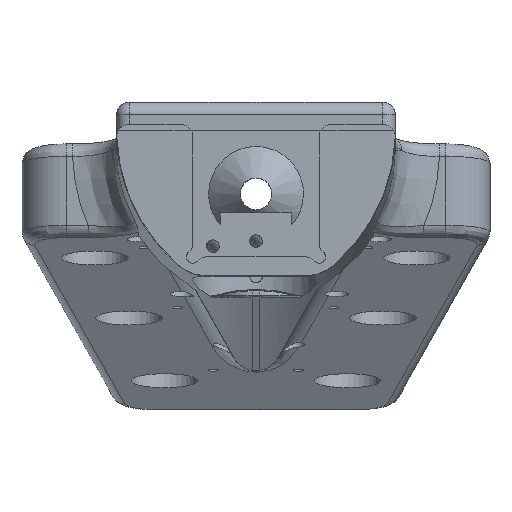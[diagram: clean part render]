
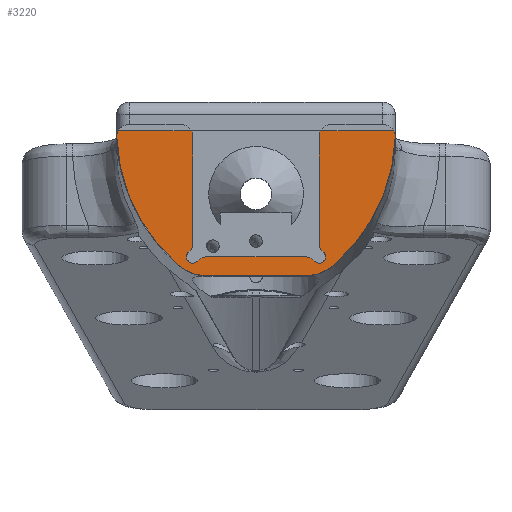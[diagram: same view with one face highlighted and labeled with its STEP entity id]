
A CAD part, top view. The second image highlights one B-rep face of the part: STEP entity #3220.
In plain terms, the highlighted planar face has unit normal (0, 0, 1).
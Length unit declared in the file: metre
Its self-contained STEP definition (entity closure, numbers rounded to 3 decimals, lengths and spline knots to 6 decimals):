
#328=LINE('',#4943,#487);
#342=LINE('',#4977,#501);
#348=LINE('',#5091,#507);
#349=LINE('',#5105,#508);
#350=LINE('',#5109,#509);
#351=LINE('',#5117,#510);
#487=VECTOR('',#3866,1.);
#501=VECTOR('',#3888,1.);
#507=VECTOR('',#3916,1.);
#508=VECTOR('',#3929,1.);
#509=VECTOR('',#3932,1.);
#510=VECTOR('',#3941,1.);
#736=ORIENTED_EDGE('',*,*,#1687,.F.);
#737=ORIENTED_EDGE('',*,*,#1688,.T.);
#738=ORIENTED_EDGE('',*,*,#1689,.F.);
#739=ORIENTED_EDGE('',*,*,#1690,.T.);
#740=ORIENTED_EDGE('',*,*,#1666,.F.);
#741=ORIENTED_EDGE('',*,*,#1691,.T.);
#742=ORIENTED_EDGE('',*,*,#1692,.F.);
#743=ORIENTED_EDGE('',*,*,#1693,.T.);
#744=ORIENTED_EDGE('',*,*,#1694,.F.);
#745=ORIENTED_EDGE('',*,*,#1695,.T.);
#746=ORIENTED_EDGE('',*,*,#1696,.T.);
#747=ORIENTED_EDGE('',*,*,#1697,.T.);
#748=ORIENTED_EDGE('',*,*,#1698,.T.);
#749=ORIENTED_EDGE('',*,*,#1595,.T.);
#750=ORIENTED_EDGE('',*,*,#1649,.T.);
#751=ORIENTED_EDGE('',*,*,#1699,.T.);
#752=ORIENTED_EDGE('',*,*,#1676,.T.);
#753=ORIENTED_EDGE('',*,*,#1700,.T.);
#754=ORIENTED_EDGE('',*,*,#1701,.T.);
#755=ORIENTED_EDGE('',*,*,#1702,.T.);
#1595=EDGE_CURVE('',#2073,#2072,#2395,.F.);
#1649=EDGE_CURVE('',#2072,#2123,#328,.T.);
#1666=EDGE_CURVE('',#2139,#2128,#342,.T.);
#1676=EDGE_CURVE('',#2150,#2149,#2415,.F.);
#1687=EDGE_CURVE('',#2160,#2161,#348,.T.);
#1688=EDGE_CURVE('',#2160,#2162,#2417,.F.);
#1689=EDGE_CURVE('',#2163,#2162,#2418,.T.);
#1690=EDGE_CURVE('',#2163,#2128,#2419,.F.);
#1691=EDGE_CURVE('',#2139,#2164,#2420,.F.);
#1692=EDGE_CURVE('',#2165,#2164,#2421,.T.);
#1693=EDGE_CURVE('',#2165,#2166,#2422,.F.);
#1694=EDGE_CURVE('',#2167,#2166,#349,.T.);
#1695=EDGE_CURVE('',#2167,#2168,#2423,.F.);
#1696=EDGE_CURVE('',#2168,#2169,#350,.T.);
#1697=EDGE_CURVE('',#2169,#2170,#2424,.F.);
#1698=EDGE_CURVE('',#2170,#2073,#2425,.F.);
#1699=EDGE_CURVE('',#2123,#2150,#2426,.F.);
#1700=EDGE_CURVE('',#2149,#2171,#2427,.F.);
#1701=EDGE_CURVE('',#2171,#2172,#351,.T.);
#1702=EDGE_CURVE('',#2172,#2161,#2428,.F.);
#2072=VERTEX_POINT('',#4730);
#2073=VERTEX_POINT('',#4732);
#2123=VERTEX_POINT('',#4942);
#2128=VERTEX_POINT('',#4955);
#2139=VERTEX_POINT('',#4976);
#2149=VERTEX_POINT('',#5023);
#2150=VERTEX_POINT('',#5025);
#2160=VERTEX_POINT('',#5092);
#2161=VERTEX_POINT('',#5093);
#2162=VERTEX_POINT('',#5095);
#2163=VERTEX_POINT('',#5097);
#2164=VERTEX_POINT('',#5100);
#2165=VERTEX_POINT('',#5102);
#2166=VERTEX_POINT('',#5104);
#2167=VERTEX_POINT('',#5106);
#2168=VERTEX_POINT('',#5108);
#2169=VERTEX_POINT('',#5110);
#2170=VERTEX_POINT('',#5112);
#2171=VERTEX_POINT('',#5116);
#2172=VERTEX_POINT('',#5118);
#2395=CIRCLE('',#3428,0.007);
#2415=CIRCLE('',#3461,0.027771);
#2417=CIRCLE('',#3465,0.002);
#2418=CIRCLE('',#3466,0.001);
#2419=CIRCLE('',#3467,0.002);
#2420=CIRCLE('',#3468,0.002);
#2421=CIRCLE('',#3469,0.001);
#2422=CIRCLE('',#3470,0.002);
#2423=CIRCLE('',#3471,0.002);
#2424=CIRCLE('',#3472,0.002);
#2425=CIRCLE('',#3473,0.027905);
#2426=CIRCLE('',#3474,0.007);
#2427=CIRCLE('',#3475,0.002);
#2428=CIRCLE('',#3476,0.002);
#2567=EDGE_LOOP('',(#736,#737,#738,#739,#740,#741,#742,#743,#744,#745,#746,
#747,#748,#749,#750,#751,#752,#753,#754,#755));
#2863=FACE_BOUND('',#2567,.T.);
#3148=PLANE('',#3464);
#3220=ADVANCED_FACE('',(#2863),#3148,.F.);
#3428=AXIS2_PLACEMENT_3D('',#4731,#3811,#3812);
#3461=AXIS2_PLACEMENT_3D('',#5024,#3904,#3905);
#3464=AXIS2_PLACEMENT_3D('',#5090,#3914,#3915);
#3465=AXIS2_PLACEMENT_3D('',#5094,#3917,#3918);
#3466=AXIS2_PLACEMENT_3D('',#5096,#3919,#3920);
#3467=AXIS2_PLACEMENT_3D('',#5098,#3921,#3922);
#3468=AXIS2_PLACEMENT_3D('',#5099,#3923,#3924);
#3469=AXIS2_PLACEMENT_3D('',#5101,#3925,#3926);
#3470=AXIS2_PLACEMENT_3D('',#5103,#3927,#3928);
#3471=AXIS2_PLACEMENT_3D('',#5107,#3930,#3931);
#3472=AXIS2_PLACEMENT_3D('',#5111,#3933,#3934);
#3473=AXIS2_PLACEMENT_3D('',#5113,#3935,#3936);
#3474=AXIS2_PLACEMENT_3D('',#5114,#3937,#3938);
#3475=AXIS2_PLACEMENT_3D('',#5115,#3939,#3940);
#3476=AXIS2_PLACEMENT_3D('',#5119,#3942,#3943);
#3811=DIRECTION('',(0.,0.,-1.));
#3812=DIRECTION('',(-1.,0.,0.));
#3866=DIRECTION('',(1.,0.,0.));
#3888=DIRECTION('',(1.,0.,0.));
#3904=DIRECTION('',(0.,0.,-1.));
#3905=DIRECTION('',(-1.,0.,0.));
#3914=DIRECTION('',(0.,0.,-1.));
#3915=DIRECTION('',(-1.,0.,0.));
#3916=DIRECTION('',(0.,1.,0.));
#3917=DIRECTION('',(0.,0.,-1.));
#3918=DIRECTION('',(-1.,0.,0.));
#3919=DIRECTION('',(0.,0.,1.));
#3920=DIRECTION('',(1.,0.,0.));
#3921=DIRECTION('',(0.,0.,-1.));
#3922=DIRECTION('',(-1.,0.,0.));
#3923=DIRECTION('',(0.,0.,-1.));
#3924=DIRECTION('',(-1.,0.,0.));
#3925=DIRECTION('',(0.,0.,1.));
#3926=DIRECTION('',(1.,0.,0.));
#3927=DIRECTION('',(0.,0.,-1.));
#3928=DIRECTION('',(-1.,0.,0.));
#3929=DIRECTION('',(0.,-1.,0.));
#3930=DIRECTION('',(0.,0.,-1.));
#3931=DIRECTION('',(-1.,0.,0.));
#3932=DIRECTION('',(-1.,0.,0.));
#3933=DIRECTION('',(0.,0.,-1.));
#3934=DIRECTION('',(-1.,0.,0.));
#3935=DIRECTION('',(0.,0.,-1.));
#3936=DIRECTION('',(-1.,0.,0.));
#3937=DIRECTION('',(0.,0.,-1.));
#3938=DIRECTION('',(-1.,0.,0.));
#3939=DIRECTION('',(0.,0.,-1.));
#3940=DIRECTION('',(-1.,0.,0.));
#3941=DIRECTION('',(-1.,0.,0.));
#3942=DIRECTION('',(0.,0.,-1.));
#3943=DIRECTION('',(-1.,0.,0.));
#4730=CARTESIAN_POINT('',(-0.007694,-0.013009,0.0162));
#4731=CARTESIAN_POINT('',(-0.007694,-0.006009,0.0162));
#4732=CARTESIAN_POINT('',(-0.012227,-0.011343,0.0162));
#4942=CARTESIAN_POINT('',(0.007695,-0.013009,0.0162));
#4943=CARTESIAN_POINT('',(-0.000005,-0.013009,0.0162));
#4955=CARTESIAN_POINT('',(0.007759,-0.010009,0.0162));
#4976=CARTESIAN_POINT('',(-0.007768,-0.010009,0.0162));
#4977=CARTESIAN_POINT('',(0.000023,-0.010009,0.0162));
#5023=CARTESIAN_POINT('',(0.022036,0.008924,0.0162));
#5024=CARTESIAN_POINT('',(-0.005719,0.00985,0.0162));
#5025=CARTESIAN_POINT('',(0.012215,-0.011353,0.0162));
#5090=CARTESIAN_POINT('',(-0.000005,0.013367,0.0162));
#5091=CARTESIAN_POINT('',(0.009995,0.009993,0.0162));
#5092=CARTESIAN_POINT('',(0.009995,-0.007773,0.0162));
#5093=CARTESIAN_POINT('',(0.009995,0.008991,0.0162));
#5094=CARTESIAN_POINT('',(0.011995,-0.007773,0.0162));
#5095=CARTESIAN_POINT('',(0.010662,-0.009264,0.0162));
#5096=CARTESIAN_POINT('',(0.009995,-0.010009,0.0162));
#5097=CARTESIAN_POINT('',(0.00925,-0.010676,0.0162));
#5098=CARTESIAN_POINT('',(0.007759,-0.012009,0.0162));
#5099=CARTESIAN_POINT('',(-0.007768,-0.012009,0.0162));
#5100=CARTESIAN_POINT('',(-0.009259,-0.010676,0.0162));
#5101=CARTESIAN_POINT('',(-0.010005,-0.010009,0.0162));
#5102=CARTESIAN_POINT('',(-0.010671,-0.009264,0.0162));
#5103=CARTESIAN_POINT('',(-0.012005,-0.007773,0.0162));
#5104=CARTESIAN_POINT('',(-0.010005,-0.007773,0.0162));
#5105=CARTESIAN_POINT('',(-0.010005,0.009993,0.0162));
#5106=CARTESIAN_POINT('',(-0.010005,0.008991,0.0162));
#5107=CARTESIAN_POINT('',(-0.012005,0.008991,0.0162));
#5108=CARTESIAN_POINT('',(-0.010272,0.009991,0.0162));
#5109=CARTESIAN_POINT('',(-0.000005,0.009991,0.0162));
#5110=CARTESIAN_POINT('',(-0.021776,0.009991,0.0162));
#5111=CARTESIAN_POINT('',(-0.020044,0.008991,0.0162));
#5112=CARTESIAN_POINT('',(-0.022042,0.008919,0.0162));
#5113=CARTESIAN_POINT('',(0.005845,0.00992,0.0162));
#5114=CARTESIAN_POINT('',(0.007695,-0.006009,0.0162));
#5115=CARTESIAN_POINT('',(0.020037,0.008991,0.0162));
#5116=CARTESIAN_POINT('',(0.021769,0.009991,0.0162));
#5117=CARTESIAN_POINT('',(-0.000005,0.009991,0.0162));
#5118=CARTESIAN_POINT('',(0.010263,0.009991,0.0162));
#5119=CARTESIAN_POINT('',(0.011995,0.008991,0.0162));
